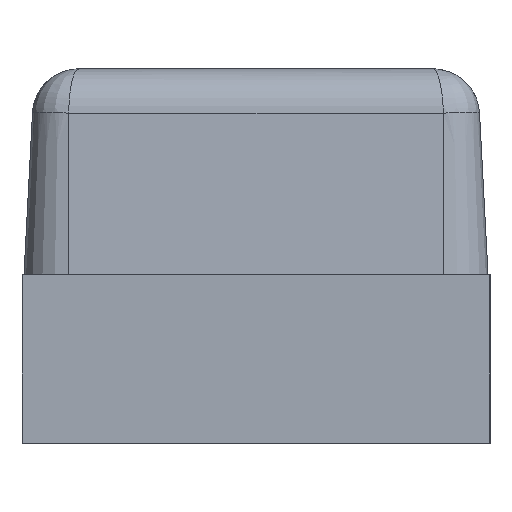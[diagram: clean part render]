
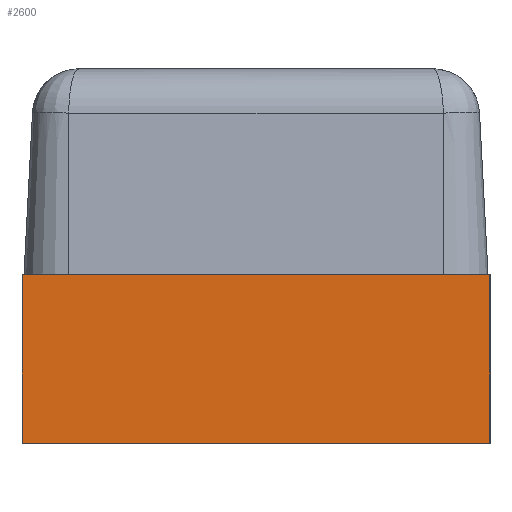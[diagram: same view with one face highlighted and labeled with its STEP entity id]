
A CAD part, left-side view. The second image highlights one B-rep face of the part: STEP entity #2600.
In plain terms, the highlighted planar face has unit normal (-1, 0, 0).
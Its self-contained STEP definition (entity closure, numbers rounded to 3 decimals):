
#88 = DIRECTION ( 'NONE',  ( 0., 0., 1. ) ) ;
#228 = VERTEX_POINT ( 'NONE', #5969 ) ;
#490 = CARTESIAN_POINT ( 'NONE',  ( -0.5, 0.25, -0.04 ) ) ;
#527 = VECTOR ( 'NONE', #88, 1000. ) ;
#670 = ORIENTED_EDGE ( 'NONE', *, *, #3648, .F. ) ;
#920 = FACE_OUTER_BOUND ( 'NONE', #1848, .T. ) ;
#1378 = VERTEX_POINT ( 'NONE', #490 ) ;
#1555 = AXIS2_PLACEMENT_3D ( 'NONE', #2947, #5112, #4004 ) ;
#1784 = CARTESIAN_POINT ( 'NONE',  ( -0.5, -0.25, -0.04 ) ) ;
#1824 = EDGE_CURVE ( 'NONE', #3915, #228, #5262, .T. ) ;
#1840 = EDGE_CURVE ( 'NONE', #1378, #3025, #3443, .T. ) ;
#1848 = EDGE_LOOP ( 'NONE', ( #6000, #670, #5055, #2777 ) ) ;
#2097 = DIRECTION ( 'NONE',  ( 0., -1., 0. ) ) ;
#2427 = CARTESIAN_POINT ( 'NONE',  ( -0.5, 0.25, 0.14 ) ) ;
#2600 = ADVANCED_FACE ( 'NONE', ( #920 ), #4565, .F. ) ;
#2777 = ORIENTED_EDGE ( 'NONE', *, *, #5920, .T. ) ;
#2947 = CARTESIAN_POINT ( 'NONE',  ( -0.5, 0.25, 0. ) ) ;
#3025 = VERTEX_POINT ( 'NONE', #3252 ) ;
#3252 = CARTESIAN_POINT ( 'NONE',  ( -0.5, 0.25, 0.14 ) ) ;
#3269 = VECTOR ( 'NONE', #4442, 1000. ) ;
#3299 = DIRECTION ( 'NONE',  ( 0., -1., 0. ) ) ;
#3306 = CARTESIAN_POINT ( 'NONE',  ( -0.5, -0.25, 0. ) ) ;
#3443 = LINE ( 'NONE', #6470, #3269 ) ;
#3648 = EDGE_CURVE ( 'NONE', #3025, #228, #5591, .T. ) ;
#3743 = VECTOR ( 'NONE', #3299, 1000. ) ;
#3882 = CARTESIAN_POINT ( 'NONE',  ( -0.5, 0.25, -0.04 ) ) ;
#3915 = VERTEX_POINT ( 'NONE', #1784 ) ;
#4004 = DIRECTION ( 'NONE',  ( 0., 0., -1. ) ) ;
#4204 = VECTOR ( 'NONE', #2097, 1000. ) ;
#4442 = DIRECTION ( 'NONE',  ( 0., 0., 1. ) ) ;
#4565 = PLANE ( 'NONE',  #1555 ) ;
#5055 = ORIENTED_EDGE ( 'NONE', *, *, #1840, .F. ) ;
#5112 = DIRECTION ( 'NONE',  ( 1., 0., 0. ) ) ;
#5206 = LINE ( 'NONE', #3882, #3743 ) ;
#5262 = LINE ( 'NONE', #3306, #527 ) ;
#5591 = LINE ( 'NONE', #2427, #4204 ) ;
#5920 = EDGE_CURVE ( 'NONE', #1378, #3915, #5206, .T. ) ;
#5969 = CARTESIAN_POINT ( 'NONE',  ( -0.5, -0.25, 0.14 ) ) ;
#6000 = ORIENTED_EDGE ( 'NONE', *, *, #1824, .T. ) ;
#6470 = CARTESIAN_POINT ( 'NONE',  ( -0.5, 0.25, 0. ) ) ;
